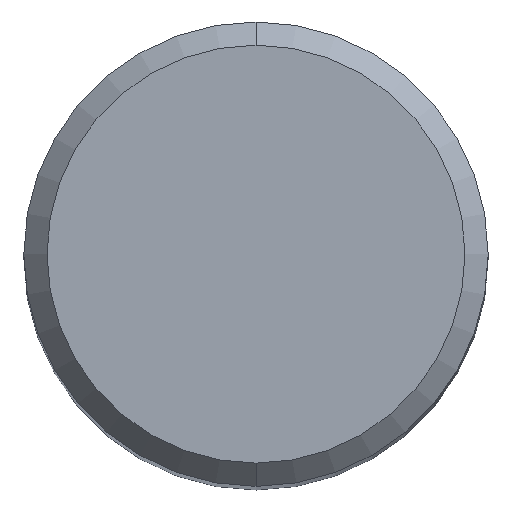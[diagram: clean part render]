
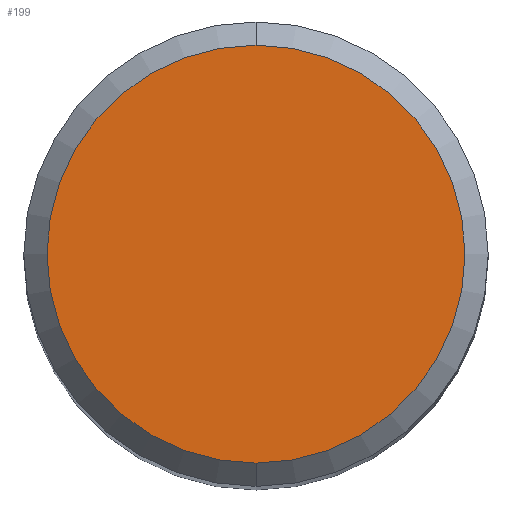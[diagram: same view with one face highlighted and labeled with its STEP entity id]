
A CAD part, top view. The second image highlights one B-rep face of the part: STEP entity #199.
In plain terms, the highlighted planar face has unit normal (0, 0, 1).
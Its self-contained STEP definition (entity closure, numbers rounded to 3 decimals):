
#181=VERTEX_POINT('',#488);
#199=ADVANCED_FACE('',(#510),#511,.T.);
#321=VERTEX_POINT('',#642);
#325=EDGE_CURVE('',#181,#321,#646,.T.);
#407=EDGE_CURVE('',#321,#181,#737,.T.);
#488=CARTESIAN_POINT('',(0.,-5.4,0.0));
#510=FACE_OUTER_BOUND('',#867,.T.);
#511=PLANE('',#868);
#642=CARTESIAN_POINT('',(0.0,5.4,0.0));
#646=CIRCLE('',#1107,5.4);
#737=CIRCLE('',#1307,5.4);
#867=EDGE_LOOP('',(#1550,#1551));
#868=AXIS2_PLACEMENT_3D('',#1552,#1553,#1554);
#1107=AXIS2_PLACEMENT_3D('',#1670,#1671,#1672);
#1307=AXIS2_PLACEMENT_3D('',#1788,#1789,#1790);
#1550=ORIENTED_EDGE('',*,*,#407,.F.);
#1551=ORIENTED_EDGE('',*,*,#325,.F.);
#1552=CARTESIAN_POINT('',(0.0,2.7,0.0));
#1553=DIRECTION('',(-0.0,0.0,1.0));
#1554=DIRECTION('',(0.0,-1.0,0.0));
#1670=CARTESIAN_POINT('',(0.0,0.0,0.0));
#1671=DIRECTION('',(0.0,0.0,-1.0));
#1672=DIRECTION('',(0.0,1.0,0.0));
#1788=CARTESIAN_POINT('',(0.0,0.0,0.0));
#1789=DIRECTION('',(0.0,0.0,-1.0));
#1790=DIRECTION('',(0.0,1.0,0.0));
